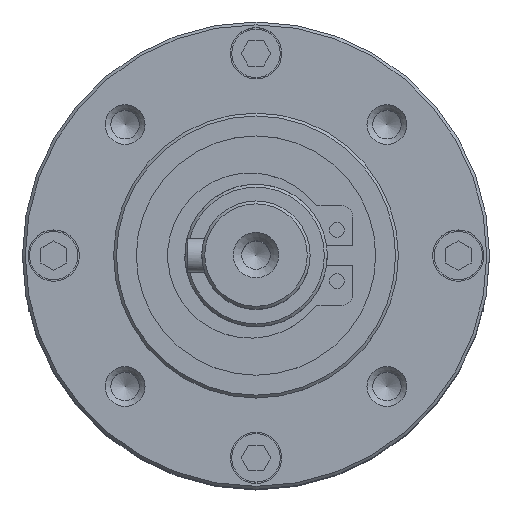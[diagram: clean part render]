
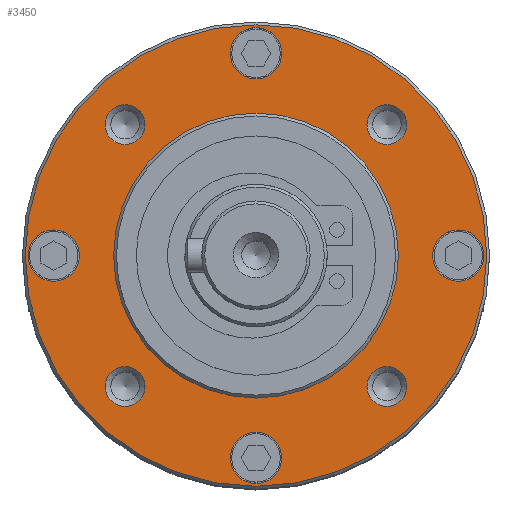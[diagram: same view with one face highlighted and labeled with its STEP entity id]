
A CAD part, top view. The second image highlights one B-rep face of the part: STEP entity #3450.
In plain terms, the highlighted planar face has unit normal (0, 0, 1).
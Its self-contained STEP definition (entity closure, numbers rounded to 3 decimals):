
#263=CIRCLE('',#3791,25.);
#264=CIRCLE('',#3792,40.5);
#265=CIRCLE('',#3793,3.5);
#266=CIRCLE('',#3794,3.5);
#267=CIRCLE('',#3795,3.5);
#268=CIRCLE('',#3796,3.5);
#269=CIRCLE('',#3797,4.5);
#270=CIRCLE('',#3798,4.5);
#271=CIRCLE('',#3799,4.5);
#272=CIRCLE('',#3800,4.5);
#971=ORIENTED_EDGE('',*,*,#1585,.F.);
#972=ORIENTED_EDGE('',*,*,#1586,.T.);
#973=ORIENTED_EDGE('',*,*,#1587,.F.);
#974=ORIENTED_EDGE('',*,*,#1588,.F.);
#975=ORIENTED_EDGE('',*,*,#1589,.F.);
#976=ORIENTED_EDGE('',*,*,#1590,.F.);
#977=ORIENTED_EDGE('',*,*,#1591,.F.);
#978=ORIENTED_EDGE('',*,*,#1592,.F.);
#979=ORIENTED_EDGE('',*,*,#1593,.F.);
#980=ORIENTED_EDGE('',*,*,#1594,.F.);
#1585=EDGE_CURVE('',#1907,#1907,#263,.T.);
#1586=EDGE_CURVE('',#1908,#1908,#264,.T.);
#1587=EDGE_CURVE('',#1909,#1909,#265,.T.);
#1588=EDGE_CURVE('',#1910,#1910,#266,.T.);
#1589=EDGE_CURVE('',#1911,#1911,#267,.T.);
#1590=EDGE_CURVE('',#1912,#1912,#268,.T.);
#1591=EDGE_CURVE('',#1913,#1913,#269,.T.);
#1592=EDGE_CURVE('',#1914,#1914,#270,.T.);
#1593=EDGE_CURVE('',#1915,#1915,#271,.T.);
#1594=EDGE_CURVE('',#1916,#1916,#272,.T.);
#1907=VERTEX_POINT('',#5933);
#1908=VERTEX_POINT('',#5935);
#1909=VERTEX_POINT('',#5937);
#1910=VERTEX_POINT('',#5939);
#1911=VERTEX_POINT('',#5941);
#1912=VERTEX_POINT('',#5943);
#1913=VERTEX_POINT('',#5945);
#1914=VERTEX_POINT('',#5947);
#1915=VERTEX_POINT('',#5949);
#1916=VERTEX_POINT('',#5951);
#2658=EDGE_LOOP('',(#971));
#2659=EDGE_LOOP('',(#972));
#2660=EDGE_LOOP('',(#973));
#2661=EDGE_LOOP('',(#974));
#2662=EDGE_LOOP('',(#975));
#2663=EDGE_LOOP('',(#976));
#2664=EDGE_LOOP('',(#977));
#2665=EDGE_LOOP('',(#978));
#2666=EDGE_LOOP('',(#979));
#2667=EDGE_LOOP('',(#980));
#3000=FACE_BOUND('',#2658,.T.);
#3001=FACE_BOUND('',#2659,.T.);
#3002=FACE_BOUND('',#2660,.T.);
#3003=FACE_BOUND('',#2661,.T.);
#3004=FACE_BOUND('',#2662,.T.);
#3005=FACE_BOUND('',#2663,.T.);
#3006=FACE_BOUND('',#2664,.T.);
#3007=FACE_BOUND('',#2665,.T.);
#3008=FACE_BOUND('',#2666,.T.);
#3009=FACE_BOUND('',#2667,.T.);
#3284=PLANE('',#3790);
#3450=ADVANCED_FACE('',(#3000,#3001,#3002,#3003,#3004,#3005,#3006,#3007,
#3008,#3009),#3284,.T.);
#3790=AXIS2_PLACEMENT_3D('',#5931,#4679,#4680);
#3791=AXIS2_PLACEMENT_3D('',#5932,#4681,#4682);
#3792=AXIS2_PLACEMENT_3D('',#5934,#4683,#4684);
#3793=AXIS2_PLACEMENT_3D('',#5936,#4685,#4686);
#3794=AXIS2_PLACEMENT_3D('',#5938,#4687,#4688);
#3795=AXIS2_PLACEMENT_3D('',#5940,#4689,#4690);
#3796=AXIS2_PLACEMENT_3D('',#5942,#4691,#4692);
#3797=AXIS2_PLACEMENT_3D('',#5944,#4693,#4694);
#3798=AXIS2_PLACEMENT_3D('',#5946,#4695,#4696);
#3799=AXIS2_PLACEMENT_3D('',#5948,#4697,#4698);
#3800=AXIS2_PLACEMENT_3D('',#5950,#4699,#4700);
#4679=DIRECTION('',(0.,0.,1.));
#4680=DIRECTION('',(1.,0.,0.));
#4681=DIRECTION('',(0.,0.,1.));
#4682=DIRECTION('',(1.,0.,0.));
#4683=DIRECTION('',(0.,0.,1.));
#4684=DIRECTION('',(1.,0.,0.));
#4685=DIRECTION('',(0.,0.,1.));
#4686=DIRECTION('',(1.,0.,0.));
#4687=DIRECTION('',(0.,0.,1.));
#4688=DIRECTION('',(1.,0.,0.));
#4689=DIRECTION('',(0.,0.,1.));
#4690=DIRECTION('',(1.,0.,0.));
#4691=DIRECTION('',(0.,0.,1.));
#4692=DIRECTION('',(1.,0.,0.));
#4693=DIRECTION('',(0.,0.,1.));
#4694=DIRECTION('',(1.,0.,0.));
#4695=DIRECTION('',(0.,0.,1.));
#4696=DIRECTION('',(0.,-1.,0.));
#4697=DIRECTION('',(0.,0.,1.));
#4698=DIRECTION('',(-1.,0.,0.));
#4699=DIRECTION('',(0.,0.,1.));
#4700=DIRECTION('',(0.,1.,0.));
#5931=CARTESIAN_POINT('',(0.,0.,169.2));
#5932=CARTESIAN_POINT('',(0.,0.,169.2));
#5933=CARTESIAN_POINT('',(25.,0.,169.2));
#5934=CARTESIAN_POINT('',(0.,0.,169.2));
#5935=CARTESIAN_POINT('',(40.5,0.,169.2));
#5936=CARTESIAN_POINT('',(-22.981,-22.981,169.2));
#5937=CARTESIAN_POINT('',(-19.481,-22.981,169.2));
#5938=CARTESIAN_POINT('',(22.981,-22.981,169.2));
#5939=CARTESIAN_POINT('',(26.481,-22.981,169.2));
#5940=CARTESIAN_POINT('',(22.981,22.981,169.2));
#5941=CARTESIAN_POINT('',(26.481,22.981,169.2));
#5942=CARTESIAN_POINT('',(-22.981,22.981,169.2));
#5943=CARTESIAN_POINT('',(-19.481,22.981,169.2));
#5944=CARTESIAN_POINT('',(0.,35.5,169.2));
#5945=CARTESIAN_POINT('',(4.5,35.5,169.2));
#5946=CARTESIAN_POINT('',(35.5,0.,169.2));
#5947=CARTESIAN_POINT('',(35.5,-4.5,169.2));
#5948=CARTESIAN_POINT('',(0.,-35.5,169.2));
#5949=CARTESIAN_POINT('',(-4.5,-35.5,169.2));
#5950=CARTESIAN_POINT('',(-35.5,0.,169.2));
#5951=CARTESIAN_POINT('',(-35.5,4.5,169.2));
